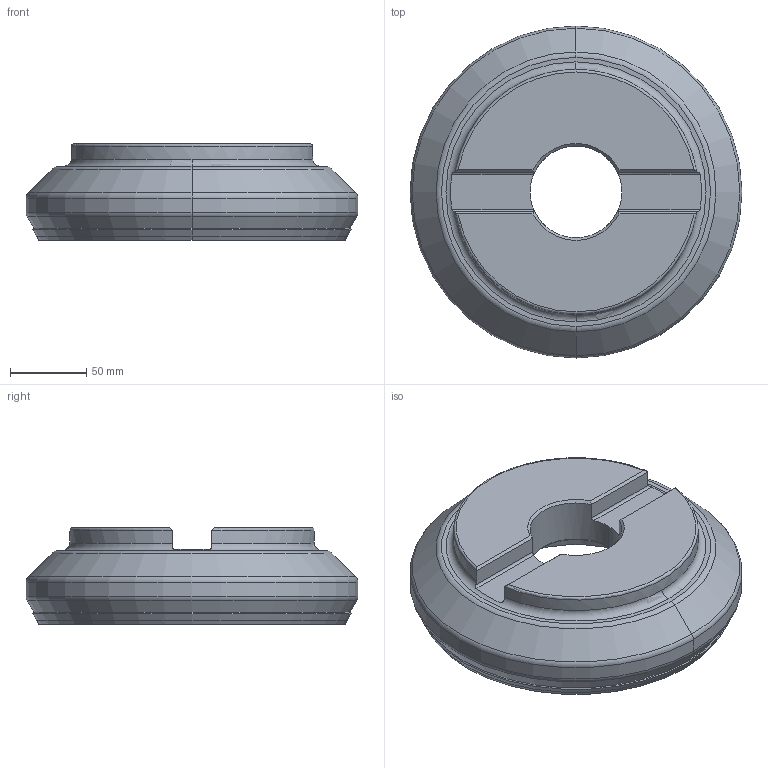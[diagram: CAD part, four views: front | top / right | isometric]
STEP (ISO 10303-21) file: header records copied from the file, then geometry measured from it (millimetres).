
FILE_DESCRIPTION((''),'2;1');
FILE_NAME('6MDK200R00','2022-04-14T',('ruebsamenm'),(''),'CREO PARAMETRIC BY PTC INC, 2017480','CREO PARAMETRIC BY PTC INC, 2017480','');
FILE_SCHEMA(('AUTOMOTIVE_DESIGN { 1 0 10303 214 1 1 1 1 }'));
Length unit declared in the file: millimetre
Products named in the file (3): NOCUT; CUT; 6MDK200R00
Assembly tree (2 placements, depth 2):
  6MDK200R00
    NOCUT
    CUT
Bounding box: 217 x 217 x 63 mm (x, y, z)
Volume: 1415808.1 mm3; surface area: 144791.9 mm2
Topology: 2 solids, 2 shells, 73 faces, 162 edges, 92 vertices
Faces by surface type: revolution 22, plane 15, torus 14, cone 12, cylinder 10
Entity records: 4238 total; most frequent: CARTESIAN_POINT 1849, DIRECTION 372, ORIENTED_EDGE 324, PRESENTATION_STYLE_ASSIGNMENT 180, STYLED_ITEM 180, CURVE_STYLE 178, EDGE_CURVE 162, AXIS2_PLACEMENT_3D 154
